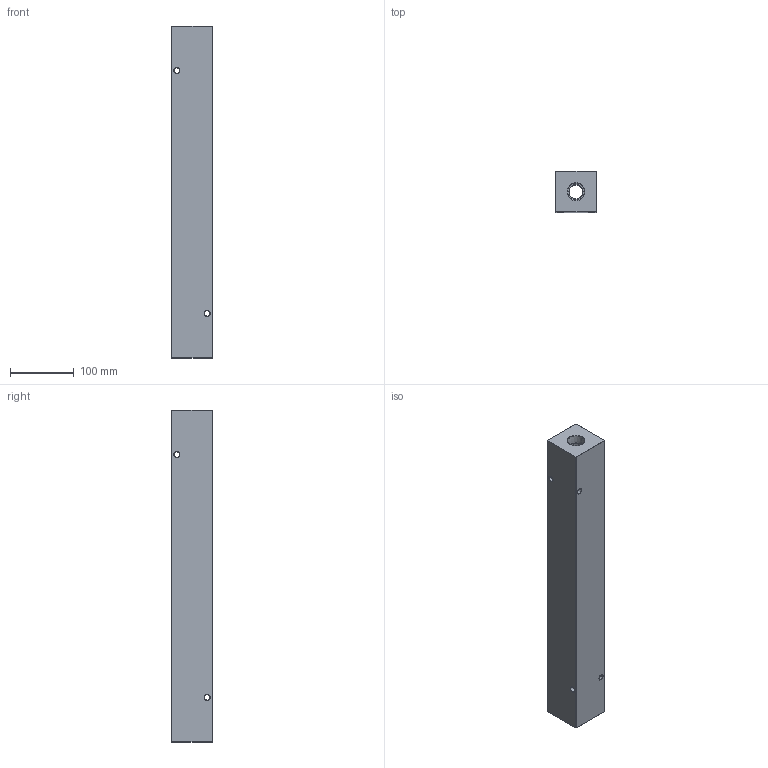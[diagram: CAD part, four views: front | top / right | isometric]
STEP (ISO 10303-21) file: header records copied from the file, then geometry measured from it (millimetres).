
FILE_DESCRIPTION (( 'STEP AP214' ), '1' );
FILE_NAME ('HM-8-0-P-12-8.STEP', '2020-02-28T20:28:00', ( '' ), ( '' ), 'SwSTEP 2.0', 'SolidWorks 2019', '' );
FILE_SCHEMA (( 'AUTOMOTIVE_DESIGN' ));
Length unit declared in the file: inch
Products named in the file (1): HM-8-0-P-12-8
Bounding box: 63.5 x 63.5 x 520.7 mm (x, y, z)
Volume: 1825360.6 mm3; surface area: 188491.1 mm2
Topology: 1 solids, 1 shells, 515 faces, 1340 edges, 872 vertices
Faces by surface type: plane 242, bspline 199, cone 40, cylinder 34
Entity records: 32651 total; most frequent: CARTESIAN_POINT 14871, ORIENTED_EDGE 2680, DIRECTION 1648, EDGE_CURVE 1340, VERTEX_POINT 872, LINE 806, VECTOR 806, EDGE_LOOP 590
